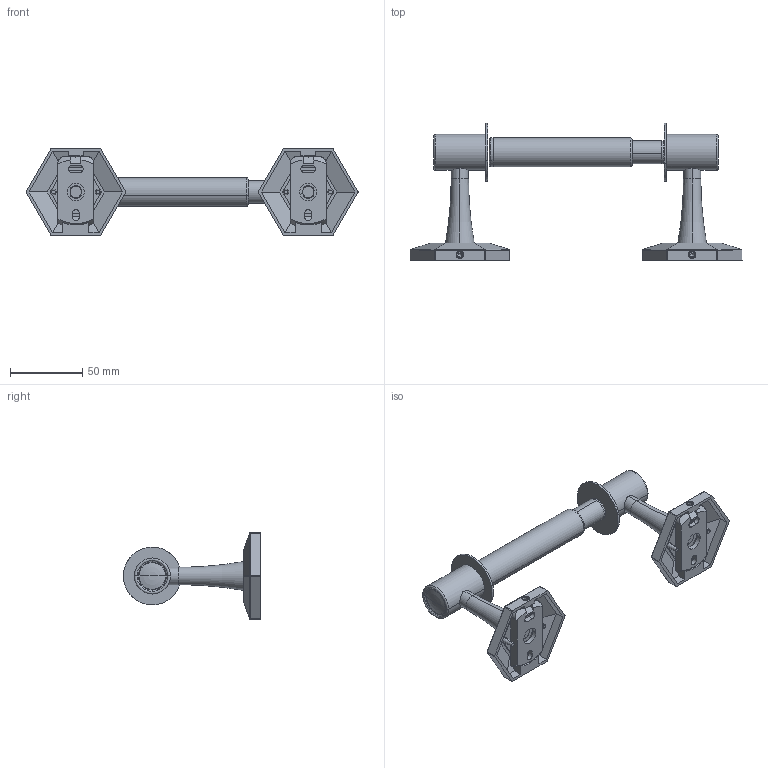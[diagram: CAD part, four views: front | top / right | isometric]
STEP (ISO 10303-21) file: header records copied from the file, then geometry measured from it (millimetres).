
FILE_DESCRIPTION (( 'STEP AP214' ), '1' );
FILE_NAME ('364-22043C-00-00.STEP', '2019-12-10T03:29:26', ( '' ), ( '' ), 'SwSTEP 2.0', 'SolidWorks 2011', '' );
FILE_SCHEMA (( 'AUTOMOTIVE_DESIGN' ));
Length unit declared in the file: millimetre
Products named in the file (1): 364-22043C-00-00
Bounding box: 230.11 x 94.98 x 60 mm (x, y, z)
Surface area: 48567.5 mm2 (no closed solid volume)
Topology: 0 solids, 20 shells, 320 faces, 888 edges, 561 vertices
Faces by surface type: plane 137, cylinder 96, cone 53, torus 26, sphere 4, bspline 4
Entity records: 13833 total; most frequent: CARTESIAN_POINT 2272, DIRECTION 1763, ORIENTED_EDGE 1496, EDGE_CURVE 876, AXIS2_PLACEMENT_3D 650, VERTEX_POINT 561, VECTOR 463, LINE 463
